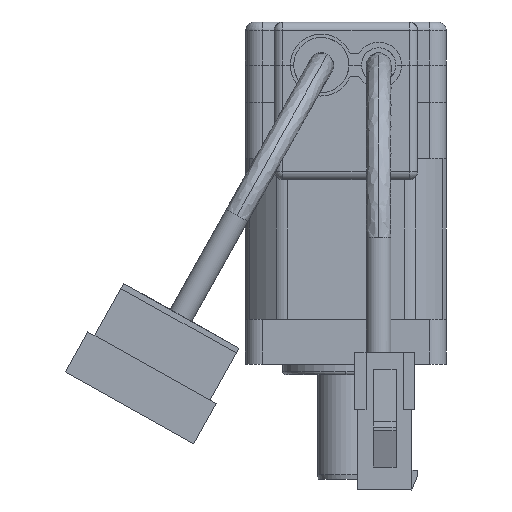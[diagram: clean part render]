
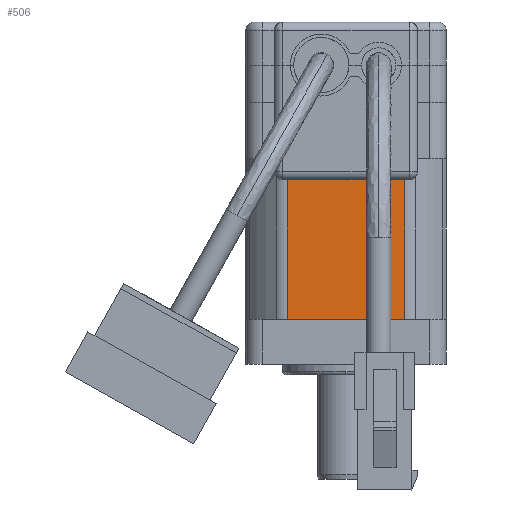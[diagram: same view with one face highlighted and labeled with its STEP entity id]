
A CAD part, front view. The second image highlights one B-rep face of the part: STEP entity #506.
In plain terms, the highlighted face is planar.
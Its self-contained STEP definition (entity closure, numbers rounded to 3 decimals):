
#506 = ADVANCED_FACE ( 'NONE', ( #49963 ), #49430, .F. ) ;
#4679 = EDGE_CURVE ( 'NONE', #7538, #46767, #5186, .T. ) ;
#5186 = LINE ( 'NONE', #6507, #22725 ) ;
#5260 = EDGE_LOOP ( 'NONE', ( #74021, #36016, #29892, #73075 ) ) ;
#6219 = DIRECTION ( 'NONE',  ( 0., 0., -1. ) ) ;
#6507 = CARTESIAN_POINT ( 'NONE',  ( 17.5, 28., -14.2 ) ) ;
#7538 = VERTEX_POINT ( 'NONE', #49152 ) ;
#8560 = DIRECTION ( 'NONE',  ( 0., 0., 1. ) ) ;
#11319 = LINE ( 'NONE', #24917, #61670 ) ;
#11649 = AXIS2_PLACEMENT_3D ( 'NONE', #49603, #50344, #49324 ) ;
#12166 = DIRECTION ( 'NONE',  ( 0., -1., 0. ) ) ;
#13304 = CARTESIAN_POINT ( 'NONE',  ( 17.5, 28., -10.228 ) ) ;
#15045 = CARTESIAN_POINT ( 'NONE',  ( 17.5, 0., 10.228 ) ) ;
#17104 = EDGE_CURVE ( 'NONE', #46767, #66763, #60260, .T. ) ;
#17260 = CARTESIAN_POINT ( 'NONE',  ( 17.5, 28., -10.228 ) ) ;
#22725 = VECTOR ( 'NONE', #6219, 1000. ) ;
#24917 = CARTESIAN_POINT ( 'NONE',  ( 17.5, 28., 10.228 ) ) ;
#27159 = LINE ( 'NONE', #47951, #62033 ) ;
#29892 = ORIENTED_EDGE ( 'NONE', *, *, #4679, .F. ) ;
#36016 = ORIENTED_EDGE ( 'NONE', *, *, #17104, .F. ) ;
#42823 = VECTOR ( 'NONE', #12166, 1000. ) ;
#46767 = VERTEX_POINT ( 'NONE', #17260 ) ;
#47951 = CARTESIAN_POINT ( 'NONE',  ( 17.5, 0., -14.2 ) ) ;
#48375 = EDGE_CURVE ( 'NONE', #66763, #77891, #27159, .T. ) ;
#49152 = CARTESIAN_POINT ( 'NONE',  ( 17.5, 28., 10.228 ) ) ;
#49324 = DIRECTION ( 'NONE',  ( 0., 0., 1. ) ) ;
#49430 = PLANE ( 'NONE',  #11649 ) ;
#49603 = CARTESIAN_POINT ( 'NONE',  ( 17.5, 28., 10.228 ) ) ;
#49963 = FACE_OUTER_BOUND ( 'NONE', #5260, .T. ) ;
#50344 = DIRECTION ( 'NONE',  ( -1., 0., 0. ) ) ;
#59941 = EDGE_CURVE ( 'NONE', #77891, #7538, #11319, .T. ) ;
#60186 = CARTESIAN_POINT ( 'NONE',  ( 17.5, 0., -10.228 ) ) ;
#60260 = LINE ( 'NONE', #13304, #42823 ) ;
#61670 = VECTOR ( 'NONE', #70414, 1000. ) ;
#62033 = VECTOR ( 'NONE', #8560, 1000. ) ;
#66763 = VERTEX_POINT ( 'NONE', #60186 ) ;
#70414 = DIRECTION ( 'NONE',  ( 0., 1., 0. ) ) ;
#73075 = ORIENTED_EDGE ( 'NONE', *, *, #59941, .F. ) ;
#74021 = ORIENTED_EDGE ( 'NONE', *, *, #48375, .F. ) ;
#77891 = VERTEX_POINT ( 'NONE', #15045 ) ;
